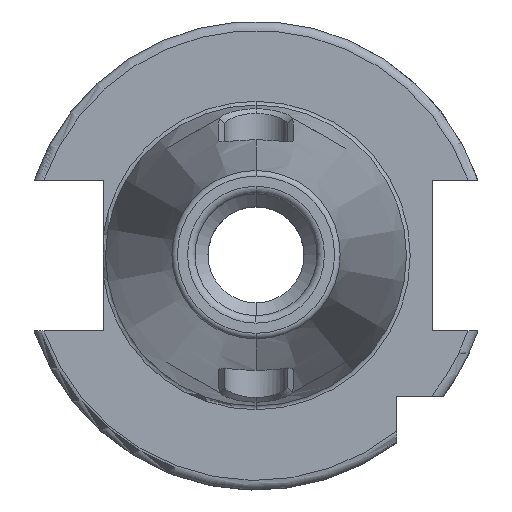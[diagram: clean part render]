
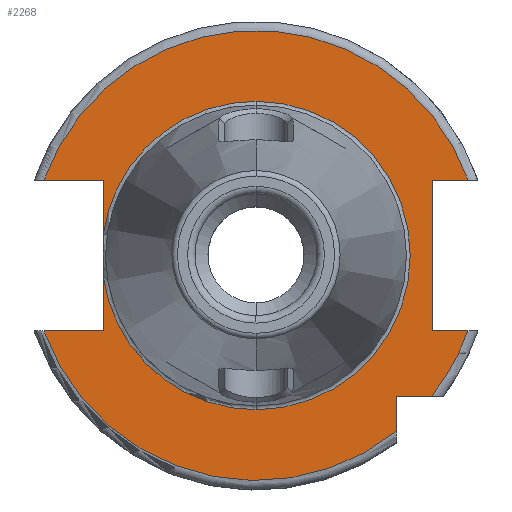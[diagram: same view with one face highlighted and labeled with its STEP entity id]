
A CAD part, top view. The second image highlights one B-rep face of the part: STEP entity #2268.
In plain terms, the highlighted planar face has unit normal (0, 0, 1).
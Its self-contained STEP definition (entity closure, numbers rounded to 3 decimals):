
#101=DIRECTION('',(1,0,0));
#102=VECTOR('',#101,6.31);
#103=CARTESIAN_POINT('',(-22.61,-8.05,15.9));
#104=LINE('',#103,#102);
#105=DIRECTION('',(0,1,0));
#106=VECTOR('',#105,5.834);
#107=CARTESIAN_POINT('',(-16.3,-8.05,15.9));
#108=LINE('',#107,#106);
#109=DIRECTION('',(0,1,0));
#110=VECTOR('',#109,5.834);
#111=CARTESIAN_POINT('',(-16.3,2.216,15.9));
#112=LINE('',#111,#110);
#113=DIRECTION('',(1,0,0));
#114=VECTOR('',#113,6.31);
#115=CARTESIAN_POINT('',(-22.61,8.05,15.9));
#116=LINE('',#115,#114);
#117=DIRECTION('',(-1,0,0));
#118=VECTOR('',#117,3.81);
#119=CARTESIAN_POINT('',(22.61,8.05,15.9));
#120=LINE('',#119,#118);
#121=DIRECTION('',(0,-1,0));
#122=VECTOR('',#121,16.1);
#123=CARTESIAN_POINT('',(18.8,8.05,15.9));
#124=LINE('',#123,#122);
#125=DIRECTION('',(-1,0,0));
#126=VECTOR('',#125,3.81);
#127=CARTESIAN_POINT('',(22.61,-8.05,15.9));
#128=LINE('',#127,#126);
#129=CARTESIAN_POINT('',(0,0,15.9));
#130=DIRECTION('',(0,0,1));
#131=DIRECTION('',(0.781,-0.625,0));
#132=AXIS2_PLACEMENT_3D('',#129,#130,#131);
#134=DIRECTION('',(-1,0,0));
#135=VECTOR('',#134,3.735);
#136=CARTESIAN_POINT('',(18.735,-15,15.9));
#137=LINE('',#136,#135);
#138=DIRECTION('',(0,1,0));
#139=VECTOR('',#138,3.735);
#140=CARTESIAN_POINT('',(15,-18.735,15.9));
#141=LINE('',#140,#139);
#153=CARTESIAN_POINT('',(0,0,15.9));
#154=DIRECTION('',(0,0,1));
#155=DIRECTION('',(0,1,0));
#156=AXIS2_PLACEMENT_3D('',#153,#154,#155);
#168=CARTESIAN_POINT('',(0,0,15.9));
#169=DIRECTION('',(0,0,1));
#170=DIRECTION('',(-0.991,-0.135,0));
#171=AXIS2_PLACEMENT_3D('',#168,#169,#170);
#173=CARTESIAN_POINT('',(0,0,15.9));
#174=DIRECTION('',(0,0,-1));
#175=DIRECTION('',(0,1,0));
#176=AXIS2_PLACEMENT_3D('',#173,#174,#175);
#1743=CARTESIAN_POINT('',(0,0,15.9));
#1744=DIRECTION('',(0,0,1));
#1745=DIRECTION('',(0.942,0.335,0));
#1746=AXIS2_PLACEMENT_3D('',#1743,#1744,#1745);
#1794=CARTESIAN_POINT('',(0,0,15.9));
#1795=DIRECTION('',(0,0,1));
#1796=DIRECTION('',(-0.942,-0.335,0));
#1797=AXIS2_PLACEMENT_3D('',#1794,#1795,#1796);
#1810=CARTESIAN_POINT('',(0,16.45,15.9));
#1812=VERTEX_POINT('',#1810);
#1832=CARTESIAN_POINT('',(0,-16.45,15.9));
#1834=VERTEX_POINT('',#1832);
#1936=CARTESIAN_POINT('',(-22.61,-8.05,15.9));
#1937=CARTESIAN_POINT('',(-16.3,-8.05,15.9));
#1938=VERTEX_POINT('',#1936);
#1939=VERTEX_POINT('',#1937);
#1940=CARTESIAN_POINT('',(-16.3,-2.216,15.9));
#1941=VERTEX_POINT('',#1940);
#1942=CARTESIAN_POINT('',(-16.3,2.216,15.9));
#1943=CARTESIAN_POINT('',(-16.3,8.05,15.9));
#1944=VERTEX_POINT('',#1942);
#1945=VERTEX_POINT('',#1943);
#1946=CARTESIAN_POINT('',(-22.61,8.05,15.9));
#1947=VERTEX_POINT('',#1946);
#1948=CARTESIAN_POINT('',(18.8,8.05,15.9));
#1949=CARTESIAN_POINT('',(18.8,-8.05,15.9));
#1950=VERTEX_POINT('',#1948);
#1951=VERTEX_POINT('',#1949);
#1952=CARTESIAN_POINT('',(22.61,-8.05,15.9));
#1953=VERTEX_POINT('',#1952);
#1954=CARTESIAN_POINT('',(22.61,8.05,15.9));
#1955=VERTEX_POINT('',#1954);
#1956=CARTESIAN_POINT('',(15,-18.735,15.9));
#1957=CARTESIAN_POINT('',(15,-15,15.9));
#1958=VERTEX_POINT('',#1956);
#1959=VERTEX_POINT('',#1957);
#1960=CARTESIAN_POINT('',(18.735,-15,15.9));
#1961=VERTEX_POINT('',#1960);
#2234=CARTESIAN_POINT('',(0,0,15.9));
#2235=DIRECTION('',(0,0,-1));
#2236=DIRECTION('',(0,-1,0));
#2237=AXIS2_PLACEMENT_3D('',#2234,#2235,#2236);
#2238=PLANE('',#2237);
#2239=ORIENTED_EDGE('',*,*,#2211,.T.);
#2240=ORIENTED_EDGE('',*,*,#2198,.T.);
#2242=ORIENTED_EDGE('',*,*,#2241,.T.);
#2244=ORIENTED_EDGE('',*,*,#2243,.F.);
#2246=ORIENTED_EDGE('',*,*,#2245,.T.);
#2247=ORIENTED_EDGE('',*,*,#2194,.T.);
#2249=ORIENTED_EDGE('',*,*,#2248,.F.);
#2251=ORIENTED_EDGE('',*,*,#2250,.F.);
#2253=ORIENTED_EDGE('',*,*,#2252,.T.);
#2255=ORIENTED_EDGE('',*,*,#2254,.T.);
#2257=ORIENTED_EDGE('',*,*,#2256,.F.);
#2259=ORIENTED_EDGE('',*,*,#2258,.F.);
#2261=ORIENTED_EDGE('',*,*,#2260,.T.);
#2263=ORIENTED_EDGE('',*,*,#2262,.F.);
#2265=ORIENTED_EDGE('',*,*,#2264,.F.);
#2266=EDGE_LOOP('',(#2239,#2240,#2242,#2244,#2246,#2247,#2249,#2251,#2253,#2255,
#2257,#2259,#2261,#2263,#2265));
#2267=FACE_OUTER_BOUND('',#2266,.F.);
#2268=ADVANCED_FACE('',(#2267),#2238,.F.);
#133=CIRCLE('',#132,24);
#157=CIRCLE('',#156,16.45);
#172=CIRCLE('',#171,16.45);
#177=CIRCLE('',#176,16.45);
#1747=CIRCLE('',#1746,24);
#1798=CIRCLE('',#1797,24);
#2194=EDGE_CURVE('',#1944,#1945,#112,.T.);
#2198=EDGE_CURVE('',#1939,#1941,#108,.T.);
#2211=EDGE_CURVE('',#1938,#1939,#104,.T.);
#2241=EDGE_CURVE('',#1941,#1834,#172,.T.);
#2243=EDGE_CURVE('',#1812,#1834,#177,.T.);
#2245=EDGE_CURVE('',#1812,#1944,#157,.T.);
#2248=EDGE_CURVE('',#1947,#1945,#116,.T.);
#2250=EDGE_CURVE('',#1955,#1947,#1747,.T.);
#2252=EDGE_CURVE('',#1955,#1950,#120,.T.);
#2254=EDGE_CURVE('',#1950,#1951,#124,.T.);
#2256=EDGE_CURVE('',#1953,#1951,#128,.T.);
#2258=EDGE_CURVE('',#1961,#1953,#133,.T.);
#2260=EDGE_CURVE('',#1961,#1959,#137,.T.);
#2262=EDGE_CURVE('',#1958,#1959,#141,.T.);
#2264=EDGE_CURVE('',#1938,#1958,#1798,.T.);
